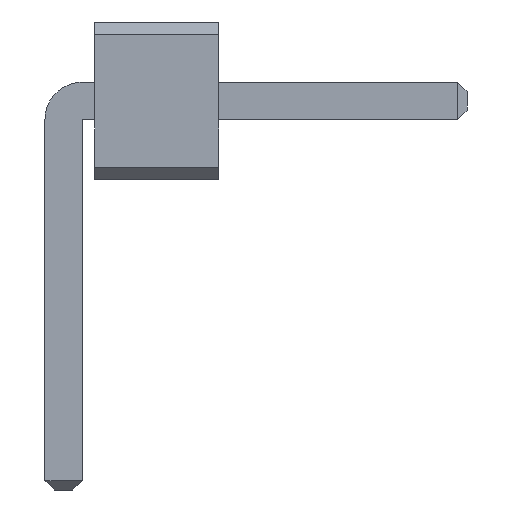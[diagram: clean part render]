
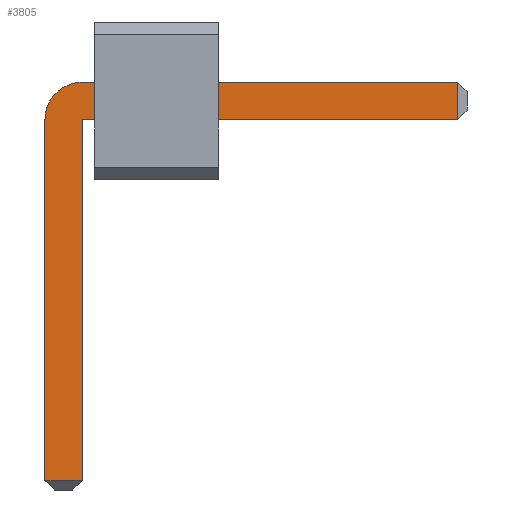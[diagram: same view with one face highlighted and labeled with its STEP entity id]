
A CAD part, front view. The second image highlights one B-rep face of the part: STEP entity #3805.
In plain terms, the highlighted planar face has unit normal (0, -1, 0).
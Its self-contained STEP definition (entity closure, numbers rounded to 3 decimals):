
#13=DIRECTION('',(0.,0.,1.));
#1708=VECTOR('',#13,1.);
#3576=DIRECTION('',(0.,0.,-1.));
#3608=VECTOR('',#3609,1.);
#3609=DIRECTION('',(1.,0.,0.));
#3615=VECTOR('',#3576,1.);
#3622=VECTOR('',#3623,1.);
#3623=DIRECTION('',(-1.,0.,0.));
#3644=DIRECTION('',(-0.,1.,0.));
#3648=DIRECTION('',(0.,1.,0.));
#3649=DIRECTION('',(0.,0.,1.));
#3656=VERTEX_POINT('',#3657);
#3657=CARTESIAN_POINT('',(0.15,-28.15,0.785));
#3659=ORIENTED_EDGE('',*,*,#3660,.T.);
#3660=EDGE_CURVE('',#3656,#3661,#3663,.T.);
#3661=VERTEX_POINT('',#3662);
#3662=CARTESIAN_POINT('',(3.175,-28.15,0.785));
#3663=LINE('',#3664,#3608);
#3664=CARTESIAN_POINT('',(-0.15,-28.15,0.785));
#3701=EDGE_CURVE('',#3702,#3656,#3704,.T.);
#3702=VERTEX_POINT('',#3703);
#3703=CARTESIAN_POINT('',(-0.15,-28.15,0.485));
#3704=CIRCLE('',#3705,0.3);
#3705=AXIS2_PLACEMENT_3D('',#3706,#3644,#3576);
#3706=CARTESIAN_POINT('',(0.15,-28.15,0.485));
#3718=VERTEX_POINT('',#3719);
#3719=CARTESIAN_POINT('',(3.175,-28.15,0.485));
#3721=ORIENTED_EDGE('',*,*,#3722,.T.);
#3722=EDGE_CURVE('',#3718,#3723,#3724,.T.);
#3723=VERTEX_POINT('',#3706);
#3724=LINE('',#3725,#3622);
#3725=CARTESIAN_POINT('',(3.25,-28.15,0.485));
#3737=VERTEX_POINT('',#3738);
#3738=CARTESIAN_POINT('',(-0.15,-28.15,-2.425));
#3740=ORIENTED_EDGE('',*,*,#3741,.T.);
#3741=EDGE_CURVE('',#3737,#3702,#3742,.T.);
#3742=LINE('',#3743,#1708);
#3743=CARTESIAN_POINT('',(-0.15,-28.15,-2.5));
#3751=ORIENTED_EDGE('',*,*,#3752,.T.);
#3752=EDGE_CURVE('',#3723,#3753,#3755,.T.);
#3753=VERTEX_POINT('',#3754);
#3754=CARTESIAN_POINT('',(0.15,-28.15,-2.425));
#3755=LINE('',#3706,#3615);
#3805=ADVANCED_FACE('',(#3806),#3815,.F.);
#3806=FACE_BOUND('',#3807,.F.);
#3807=EDGE_LOOP('',(#3659,#3808,#3721,#3751,#3811,#3740,#3814));
#3808=ORIENTED_EDGE('',*,*,#3809,.T.);
#3809=EDGE_CURVE('',#3661,#3718,#3810,.T.);
#3810=LINE('',#3662,#3615);
#3811=ORIENTED_EDGE('',*,*,#3812,.T.);
#3812=EDGE_CURVE('',#3753,#3737,#3813,.T.);
#3813=LINE('',#3754,#3622);
#3814=ORIENTED_EDGE('',*,*,#3701,.T.);
#3815=PLANE('',#3816);
#3816=AXIS2_PLACEMENT_3D('',#3817,#3648,#3649);
#3817=CARTESIAN_POINT('',(0.858,-28.15,-0.165));
